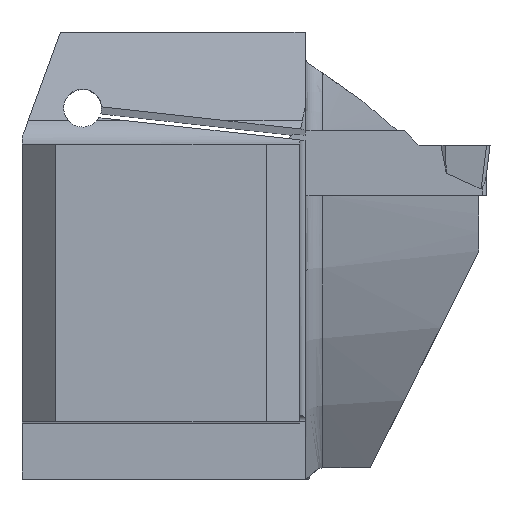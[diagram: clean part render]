
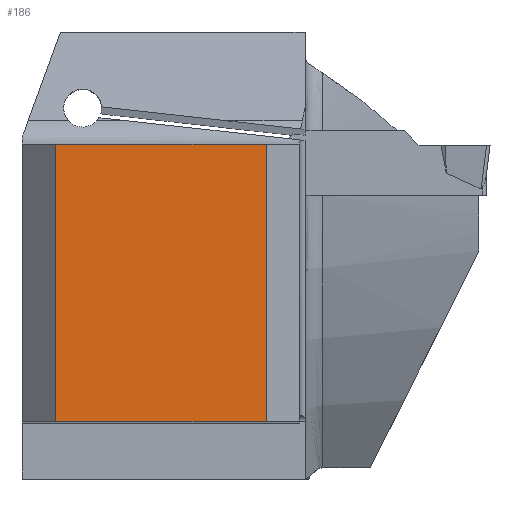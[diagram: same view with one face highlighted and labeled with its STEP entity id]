
A CAD part, top view. The second image highlights one B-rep face of the part: STEP entity #186.
In plain terms, the highlighted planar face has unit normal (0, 0, 1).
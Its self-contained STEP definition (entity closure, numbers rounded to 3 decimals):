
#123=PLANE('',#1692);
#186=ADVANCED_FACE('CU_BACK_SU1',(#277),#123,.F.);
#277=FACE_OUTER_BOUND('',#353,.T.);
#353=EDGE_LOOP('',(#637,#638,#639,#640));
#637=ORIENTED_EDGE('',*,*,#1172,.F.);
#638=ORIENTED_EDGE('',*,*,#1173,.F.);
#639=ORIENTED_EDGE('',*,*,#1174,.T.);
#640=ORIENTED_EDGE('',*,*,#1170,.T.);
#996=VERTEX_POINT('',#2561);
#997=VERTEX_POINT('',#2563);
#998=VERTEX_POINT('',#2567);
#999=VERTEX_POINT('',#2569);
#1170=EDGE_CURVE('',#997,#996,#1341,.T.);
#1172=EDGE_CURVE('',#998,#996,#1343,.T.);
#1173=EDGE_CURVE('',#999,#998,#1344,.T.);
#1174=EDGE_CURVE('',#999,#997,#1345,.T.);
#1341=LINE('',#2562,#1490);
#1343=LINE('',#2566,#1492);
#1344=LINE('',#2568,#1493);
#1345=LINE('',#2570,#1494);
#1490=VECTOR('',#1959,1.);
#1492=VECTOR('',#1963,1.);
#1493=VECTOR('',#1964,1.);
#1494=VECTOR('',#1965,1.);
#1692=AXIS2_PLACEMENT_3D('',#2571,#1966,#1967);
#1959=DIRECTION('',(1.,0.,0.));
#1963=DIRECTION('',(0.,-1.,0.));
#1964=DIRECTION('',(1.,0.,0.));
#1965=DIRECTION('',(0.,-1.,0.));
#1966=DIRECTION('',(0.,0.,-1.));
#1967=DIRECTION('',(1.,0.,0.));
#2561=CARTESIAN_POINT('',(21.925,0.,0.));
#2562=CARTESIAN_POINT('',(110.,0.,0.));
#2563=CARTESIAN_POINT('',(3.,0.,0.));
#2566=CARTESIAN_POINT('',(21.925,0.,0.));
#2567=CARTESIAN_POINT('',(21.925,24.925,0.));
#2568=CARTESIAN_POINT('',(110.,24.925,0.));
#2569=CARTESIAN_POINT('',(3.,24.925,0.));
#2570=CARTESIAN_POINT('',(3.,0.,0.));
#2571=CARTESIAN_POINT('',(-23.246,44.925,0.));
